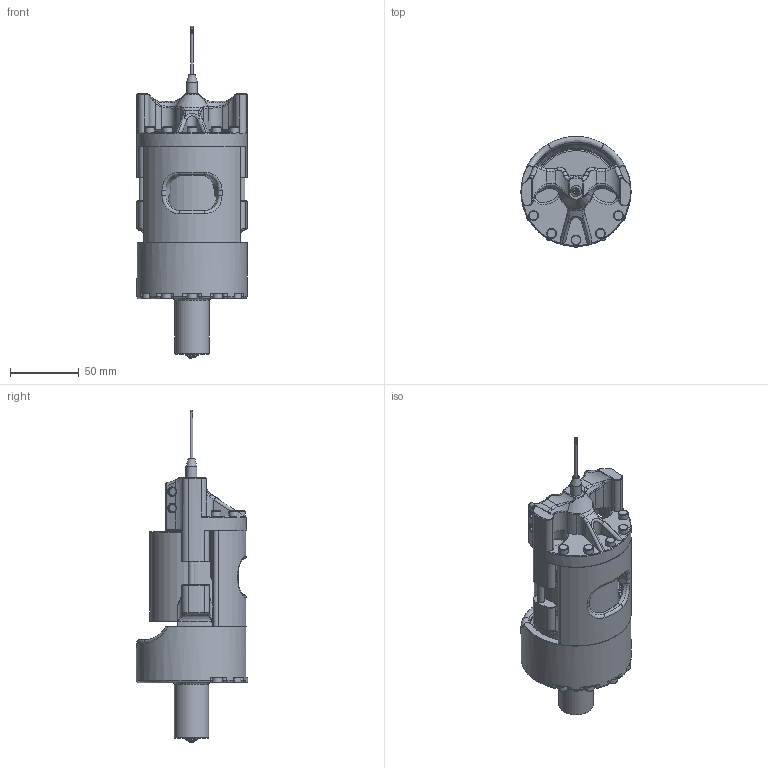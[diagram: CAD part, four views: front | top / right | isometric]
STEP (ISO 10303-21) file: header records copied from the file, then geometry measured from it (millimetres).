
FILE_DESCRIPTION(/* description */ (''),/* implementation_level */ '2;1');
FILE_NAME(/* name */ 'LAMA-100_mit_Inj-Nadel.stp',/* time_stamp */ '2024-11-02T09:15:43+01:00',/* author */ ('Wast'),/* organization */ (''),/* preprocessor_version */ 'ST-DEVELOPER v20',/* originating_system */ 'Autodesk Inventor 2025',/* authorisation */ '');
FILE_SCHEMA (('AUTOMOTIVE_DESIGN { 1 0 10303 214 3 1 1 }'));
Length unit declared in the file: millimetre
Products named in the file (1): LAMA-100_mit_Inj-Nadel
Bounding box: 80 x 80.75 x 241.2 mm (x, y, z)
Volume: 287005.2 mm3; surface area: 103851 mm2
Topology: 1 solids, 3 shells, 731 faces, 1796 edges, 1084 vertices
Faces by surface type: bspline 237, cylinder 155, plane 147, cone 125, torus 51, sphere 16
Full cylindrical faces by diameter (mm): 1.4 x1, 2 x1, 5 x8, 6 x4, 7 x10, 8 x1, 16 x2, 25 x1, 25.8 x1, 27 x1, 36 x1, 58.6 x1, 61 x1, 62 x1, 63 x1, 80 x1
Entity records: 37002 total; most frequent: CARTESIAN_POINT 20862, ORIENTED_EDGE 3584, DIRECTION 3047, EDGE_CURVE 1792, AXIS2_PLACEMENT_3D 1224, VERTEX_POINT 1084, EDGE_LOOP 762, FACE_OUTER_BOUND 731
